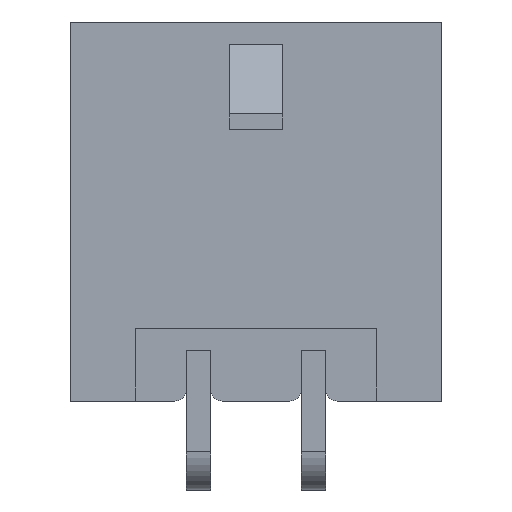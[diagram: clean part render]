
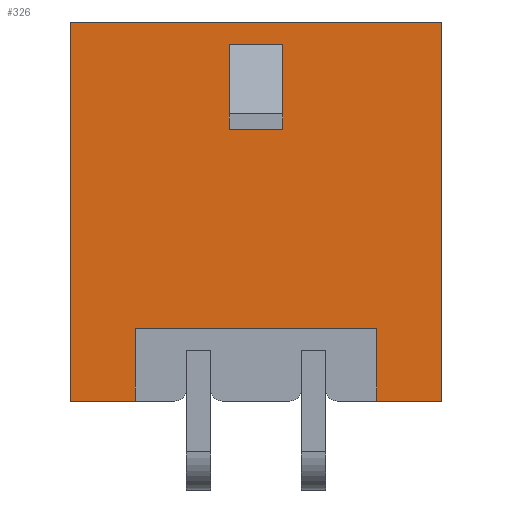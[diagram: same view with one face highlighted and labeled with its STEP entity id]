
A CAD part, front view. The second image highlights one B-rep face of the part: STEP entity #326.
In plain terms, the highlighted planar face has unit normal (0, -1, 0).
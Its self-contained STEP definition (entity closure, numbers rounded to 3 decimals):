
#326 = ADVANCED_FACE( '', ( #798, #799 ), #800, .T. );
#798 = FACE_BOUND( '', #1452, .T. );
#799 = FACE_OUTER_BOUND( '', #1453, .T. );
#800 = PLANE( '', #1454 );
#1452 = EDGE_LOOP( '', ( #2190, #2191, #2192, #2193 ) );
#1453 = EDGE_LOOP( '', ( #2194, #2195, #2196, #2197, #2198, #2199, #2200, #2201 ) );
#1454 = AXIS2_PLACEMENT_3D( '', #2202, #2203, #2204 );
#2190 = ORIENTED_EDGE( '', *, *, #4224, .F. );
#2191 = ORIENTED_EDGE( '', *, *, #4225, .F. );
#2192 = ORIENTED_EDGE( '', *, *, #4226, .T. );
#2193 = ORIENTED_EDGE( '', *, *, #4227, .T. );
#2194 = ORIENTED_EDGE( '', *, *, #4200, .T. );
#2195 = ORIENTED_EDGE( '', *, *, #4228, .T. );
#2196 = ORIENTED_EDGE( '', *, *, #4229, .F. );
#2197 = ORIENTED_EDGE( '', *, *, #4230, .T. );
#2198 = ORIENTED_EDGE( '', *, *, #4231, .T. );
#2199 = ORIENTED_EDGE( '', *, *, #4232, .F. );
#2200 = ORIENTED_EDGE( '', *, *, #4233, .F. );
#2201 = ORIENTED_EDGE( '', *, *, #4234, .T. );
#2202 = CARTESIAN_POINT( '', ( 4.85, -3.43, -4.95 ) );
#2203 = DIRECTION( '', ( 0., -1., 0. ) );
#2204 = DIRECTION( '', ( 0., 0., -1. ) );
#4200 = EDGE_CURVE( '', #5046, #5047, #5048, .T. );
#4224 = EDGE_CURVE( '', #5090, #5091, #5092, .T. );
#4225 = EDGE_CURVE( '', #5093, #5090, #5094, .T. );
#4226 = EDGE_CURVE( '', #5093, #5095, #5096, .T. );
#4227 = EDGE_CURVE( '', #5095, #5091, #5097, .T. );
#4228 = EDGE_CURVE( '', #5047, #5098, #5099, .T. );
#4229 = EDGE_CURVE( '', #5100, #5098, #5101, .T. );
#4230 = EDGE_CURVE( '', #5100, #5102, #5103, .T. );
#4231 = EDGE_CURVE( '', #5102, #5104, #5105, .T. );
#4232 = EDGE_CURVE( '', #5106, #5104, #5107, .T. );
#4233 = EDGE_CURVE( '', #5108, #5106, #5109, .T. );
#4234 = EDGE_CURVE( '', #5108, #5046, #5110, .T. );
#5046 = VERTEX_POINT( '', #6294 );
#5047 = VERTEX_POINT( '', #6295 );
#5048 = LINE( '', #6296, #6297 );
#5090 = VERTEX_POINT( '', #6358 );
#5091 = VERTEX_POINT( '', #6359 );
#5092 = LINE( '', #6360, #6361 );
#5093 = VERTEX_POINT( '', #6362 );
#5094 = LINE( '', #6363, #6364 );
#5095 = VERTEX_POINT( '', #6365 );
#5096 = LINE( '', #6366, #6367 );
#5097 = LINE( '', #6368, #6369 );
#5098 = VERTEX_POINT( '', #6370 );
#5099 = LINE( '', #6371, #6372 );
#5100 = VERTEX_POINT( '', #6373 );
#5101 = LINE( '', #6374, #6375 );
#5102 = VERTEX_POINT( '', #6376 );
#5103 = LINE( '', #6377, #6378 );
#5104 = VERTEX_POINT( '', #6379 );
#5105 = LINE( '', #6380, #6381 );
#5106 = VERTEX_POINT( '', #6382 );
#5107 = LINE( '', #6383, #6384 );
#5108 = VERTEX_POINT( '', #6385 );
#5109 = LINE( '', #6386, #6387 );
#5110 = LINE( '', #6388, #6389 );
#6294 = CARTESIAN_POINT( '', ( -3.15, -3.43, -3.05 ) );
#6295 = CARTESIAN_POINT( '', ( 3.15, -3.43, -3.05 ) );
#6296 = CARTESIAN_POINT( '', ( -3.15, -3.43, -3.05 ) );
#6297 = VECTOR( '', #8037, 1000. );
#6358 = CARTESIAN_POINT( '', ( 0.7, -3.43, 4.35 ) );
#6359 = CARTESIAN_POINT( '', ( -0.7, -3.43, 4.35 ) );
#6360 = CARTESIAN_POINT( '', ( 0.7, -3.43, 4.35 ) );
#6361 = VECTOR( '', #8057, 1000. );
#6362 = CARTESIAN_POINT( '', ( 0.7, -3.43, 2.15 ) );
#6363 = CARTESIAN_POINT( '', ( 0.7, -3.43, 2.15 ) );
#6364 = VECTOR( '', #8058, 1000. );
#6365 = CARTESIAN_POINT( '', ( -0.7, -3.43, 2.15 ) );
#6366 = CARTESIAN_POINT( '', ( 0.7, -3.43, 2.15 ) );
#6367 = VECTOR( '', #8059, 1000. );
#6368 = CARTESIAN_POINT( '', ( -0.7, -3.43, 2.15 ) );
#6369 = VECTOR( '', #8060, 1000. );
#6370 = CARTESIAN_POINT( '', ( 3.15, -3.43, -4.95 ) );
#6371 = CARTESIAN_POINT( '', ( 3.15, -3.43, -3.05 ) );
#6372 = VECTOR( '', #8061, 1000. );
#6373 = CARTESIAN_POINT( '', ( 4.85, -3.43, -4.95 ) );
#6374 = CARTESIAN_POINT( '', ( 4.85, -3.43, -4.95 ) );
#6375 = VECTOR( '', #8062, 1000. );
#6376 = CARTESIAN_POINT( '', ( 4.85, -3.43, 4.95 ) );
#6377 = CARTESIAN_POINT( '', ( 4.85, -3.43, -4.95 ) );
#6378 = VECTOR( '', #8063, 1000. );
#6379 = CARTESIAN_POINT( '', ( -4.85, -3.43, 4.95 ) );
#6380 = CARTESIAN_POINT( '', ( 4.85, -3.43, 4.95 ) );
#6381 = VECTOR( '', #8064, 1000. );
#6382 = CARTESIAN_POINT( '', ( -4.85, -3.43, -4.95 ) );
#6383 = CARTESIAN_POINT( '', ( -4.85, -3.43, -4.95 ) );
#6384 = VECTOR( '', #8065, 1000. );
#6385 = CARTESIAN_POINT( '', ( -3.15, -3.43, -4.95 ) );
#6386 = CARTESIAN_POINT( '', ( 4.85, -3.43, -4.95 ) );
#6387 = VECTOR( '', #8066, 1000. );
#6388 = CARTESIAN_POINT( '', ( -3.15, -3.43, -4.95 ) );
#6389 = VECTOR( '', #8067, 1000. );
#8037 = DIRECTION( '', ( 1., 0., 0. ) );
#8057 = DIRECTION( '', ( -1., 0., 0. ) );
#8058 = DIRECTION( '', ( 0., 0., 1. ) );
#8059 = DIRECTION( '', ( -1., 0., 0. ) );
#8060 = DIRECTION( '', ( 0., 0., 1. ) );
#8061 = DIRECTION( '', ( 0., 0., -1. ) );
#8062 = DIRECTION( '', ( -1., 0., 0. ) );
#8063 = DIRECTION( '', ( 0., 0., 1. ) );
#8064 = DIRECTION( '', ( -1., 0., 0. ) );
#8065 = DIRECTION( '', ( 0., 0., 1. ) );
#8066 = DIRECTION( '', ( -1., 0., 0. ) );
#8067 = DIRECTION( '', ( 0., 0., 1. ) );
